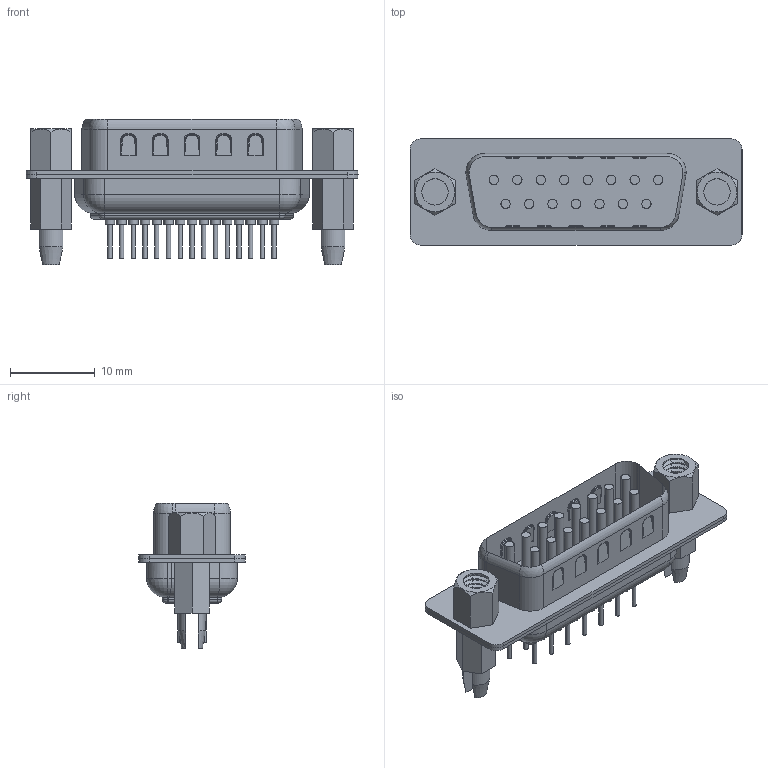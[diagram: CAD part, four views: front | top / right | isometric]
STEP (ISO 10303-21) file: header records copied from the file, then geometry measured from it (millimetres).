
FILE_DESCRIPTION(('CATIA V5 STEP Exchange','CAx-IF Rec.Pracs.--- Model Styling and Organization---1.4--- 2014-01-23'),'2;1');
FILE_NAME ('1171946-2_0', '2020-12-09T14:41:25+00:00', ('none'), ('Weidmueller'), 'CATIA Version 5-6 Release 2016 SP3 HF44', 'CATIA V5 STEP AP214', 'none');
FILE_SCHEMA(('AUTOMOTIVE_DESIGN { 1 0 10303 214 1 1 1 1 }'));
Products named in the file (1): 2707240000
Bounding box: 39.2 x 12.55 x 17.16 mm (x, y, z)
Volume: 2120.9 mm3; surface area: 5803.7 mm2
Topology: 22 solids, 22 shells, 1592 faces, 3548 edges, 2052 vertices
Faces by surface type: bspline 904, cylinder 436, plane 186, torus 52, cone 8, sphere 6
Entity records: 44803 total; most frequent: CARTESIAN_POINT 19734, ORIENTED_EDGE 7088, EDGE_CURVE 3544, DIRECTION 2622, VERTEX_POINT 2052, EDGE_LOOP 1720, ADVANCED_FACE 1592, FACE_OUTER_BOUND 1592
